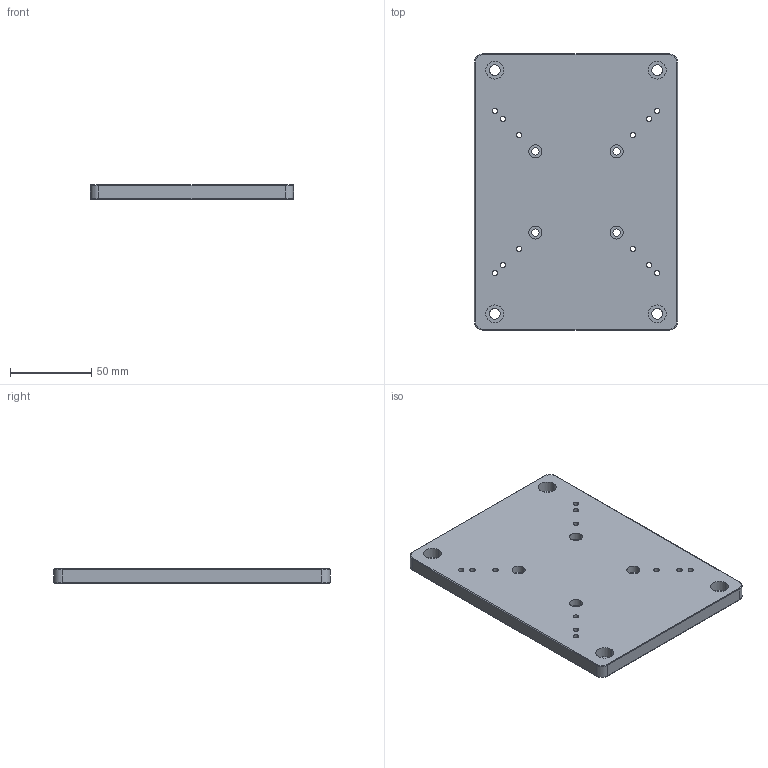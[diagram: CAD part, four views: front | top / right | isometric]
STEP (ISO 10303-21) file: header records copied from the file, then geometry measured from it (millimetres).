
FILE_DESCRIPTION (( 'STEP AP203' ), '1' );
FILE_NAME ('OMLB炵蹈蛌諉啣 OMLB08.STEP', '2021-05-20T09:10:08', ( 'Microsoft' ), ( 'Microsoft' ), 'SwSTEP 2.0', 'SolidWorks 2018', '' );
FILE_SCHEMA (( 'CONFIG_CONTROL_DESIGN' ));
Length unit declared in the file: millimetre
Products named in the file (2): OMLB08-01 OMSC蟀諉啣8; OMLB炵蹈蛌諉啣 OMLB08
Assembly tree (1 placements, depth 2):
  OMLB炵蹈蛌諉啣 OMLB08
    OMLB08-01 OMSC蟀諉啣8
Bounding box: 125 x 170 x 9 mm (x, y, z)
Volume: 185964.8 mm3; surface area: 49808.8 mm2
Topology: 1 solids, 1 shells, 233 faces, 593 edges, 390 vertices
Faces by surface type: plane 100, cylinder 68, bspline 57, torus 8
Entity records: 11787 total; most frequent: CARTESIAN_POINT 6131, ORIENTED_EDGE 1186, DIRECTION 981, EDGE_CURVE 593, VERTEX_POINT 390, LINE 333, VECTOR 333, AXIS2_PLACEMENT_3D 324
